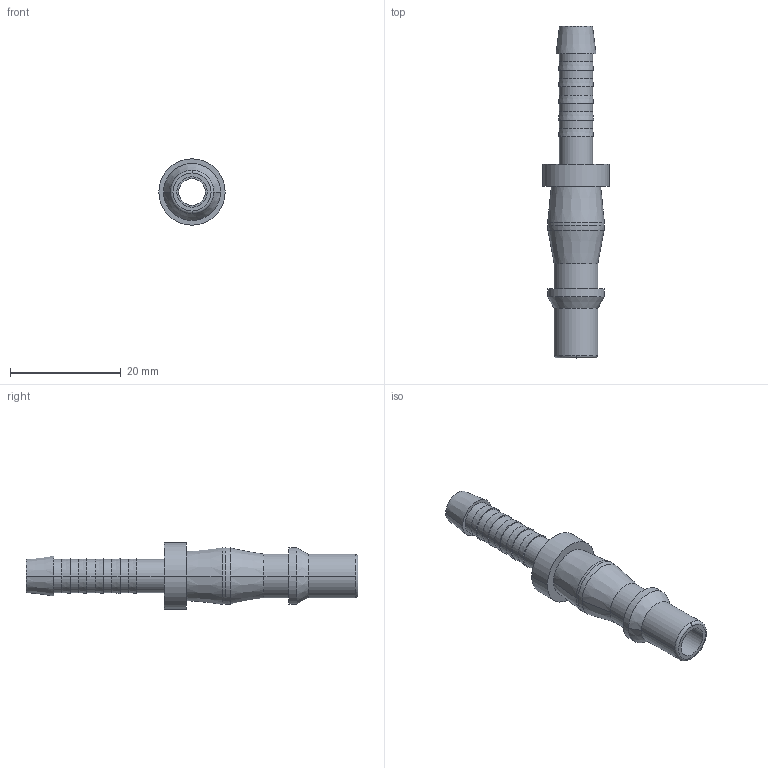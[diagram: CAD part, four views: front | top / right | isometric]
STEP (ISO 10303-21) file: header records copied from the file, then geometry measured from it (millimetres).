
FILE_DESCRIPTION(('STEP AP214'),'1');
FILE_NAME('esb_6_ss.stp','2020-03-05T09:21:23',('TraceParts'),('TraceParts S.A.'),'Spatial InterOp 3D',' ',' ');
FILE_SCHEMA(('automotive_design'));
Length unit declared in the file: millimetre
Products named in the file (1): 1
Bounding box: 12 x 60 x 12 mm (x, y, z)
Volume: 1822.2 mm3; surface area: 2718.9 mm2
Topology: 1 solids, 1 shells, 58 faces, 123 edges, 75 vertices
Faces by surface type: cylinder 24, cone 18, plane 12, sphere 2, torus 2
Entity records: 2040 total; most frequent: DIRECTION 314, CARTESIAN_POINT 253, ORIENTED_EDGE 238, AXIS2_PLACEMENT_3D 136, EDGE_CURVE 119, CIRCLE 77, VERTEX_POINT 75, EDGE_LOOP 72
